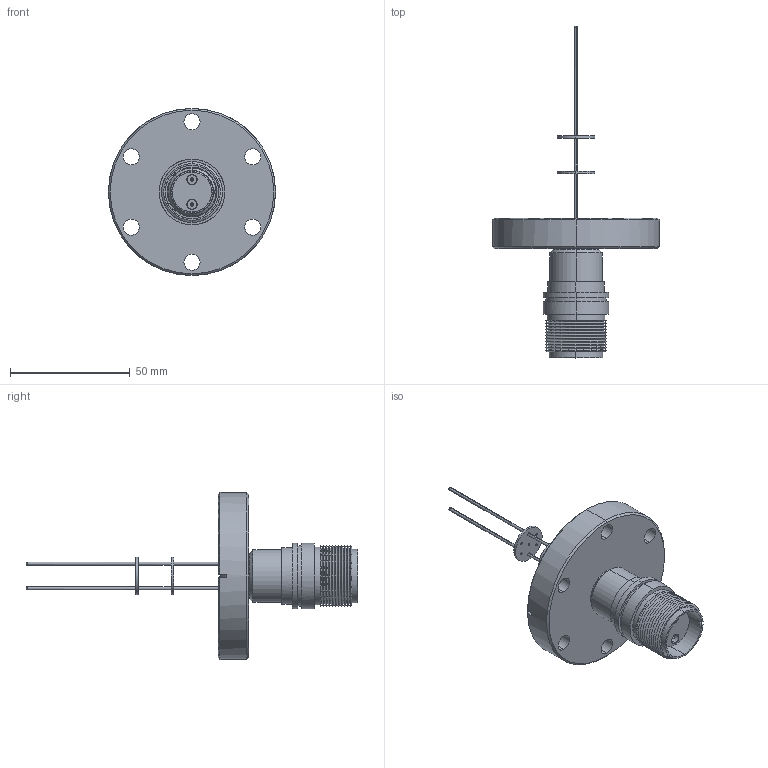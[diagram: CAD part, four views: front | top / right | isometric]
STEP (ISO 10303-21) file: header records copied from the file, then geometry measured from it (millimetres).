
FILE_DESCRIPTION (( 'STEP AP203' ), '1' );
FILE_NAME ('A3972-1-CF.STEP', '2013-02-26T14:06:01', ( '' ), ( '' ), 'SwSTEP 2.0', 'SolidWorks 2012', '' );
FILE_SCHEMA (( 'CONFIG_CONTROL_DESIGN' ));
Length unit declared in the file: inch
Products named in the file (1): A3972-1-CF
Bounding box: 69.85 x 138.78 x 69.85 mm (x, y, z)
Volume: 55552 mm3; surface area: 25642 mm2
Topology: 1 solids, 1 shells, 253 faces, 689 edges, 458 vertices
Faces by surface type: cylinder 115, cone 81, plane 43, bspline 14
Entity records: 12754 total; most frequent: CARTESIAN_POINT 6674, ORIENTED_EDGE 1362, DIRECTION 1057, EDGE_CURVE 681, VERTEX_POINT 458, AXIS2_PLACEMENT_3D 417, EDGE_LOOP 317, B_SPLINE_CURVE_WITH_KNOTS 273
